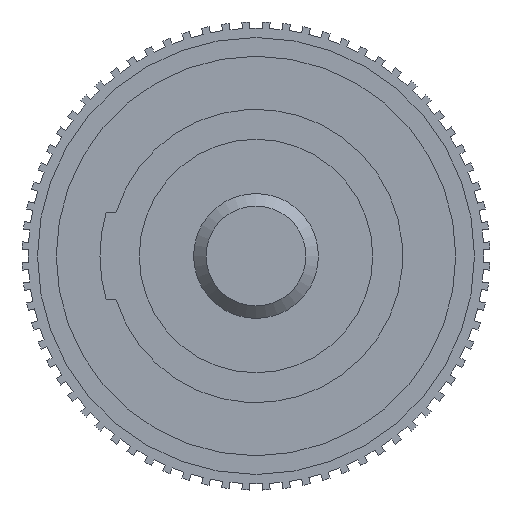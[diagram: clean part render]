
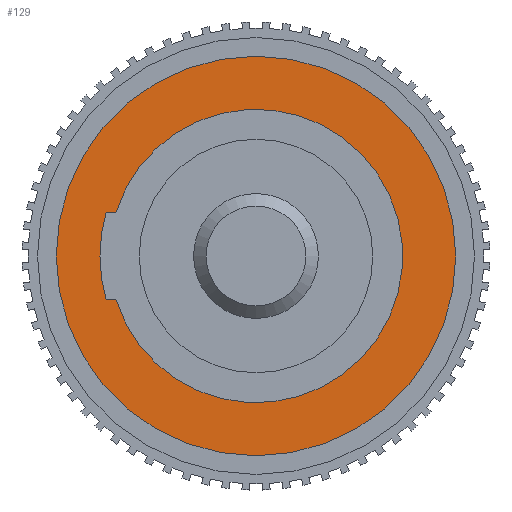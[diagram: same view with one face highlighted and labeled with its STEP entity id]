
A CAD part, left-side view. The second image highlights one B-rep face of the part: STEP entity #129.
In plain terms, the highlighted face is planar.
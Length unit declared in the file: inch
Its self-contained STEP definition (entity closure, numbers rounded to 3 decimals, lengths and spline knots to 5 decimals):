
#67 = CIRCLE ( 'NONE', #10138, 0.1175 ) ;
#129 = ADVANCED_FACE ( 'NONE', ( #1135, #5053 ), #4062, .T. ) ;
#172 = CARTESIAN_POINT ( 'NONE',  ( -0.12, 0.185, -0.035 ) ) ;
#279 = EDGE_CURVE ( 'NONE', #7625, #7625, #5476, .T. ) ;
#500 = CARTESIAN_POINT ( 'NONE',  ( -0.11217, 0.185, -0.035 ) ) ;
#558 = CARTESIAN_POINT ( 'NONE',  ( -0.11217, 0.185, -0.035 ) ) ;
#709 = EDGE_LOOP ( 'NONE', ( #5037, #9119, #3895, #6556 ) ) ;
#1135 = FACE_OUTER_BOUND ( 'NONE', #9920, .T. ) ;
#1249 = AXIS2_PLACEMENT_3D ( 'NONE', #8654, #3250, #8584 ) ;
#1333 = CARTESIAN_POINT ( 'NONE',  ( 0., 0.185, 0. ) ) ;
#2377 = DIRECTION ( 'NONE',  ( 0., 0., 1. ) ) ;
#2856 = CARTESIAN_POINT ( 'NONE',  ( -0.12, 0.185, 0.035 ) ) ;
#3070 = LINE ( 'NONE', #558, #5027 ) ;
#3117 = DIRECTION ( 'NONE',  ( 0., 1., 0. ) ) ;
#3250 = DIRECTION ( 'NONE',  ( 0., 1., 0. ) ) ;
#3513 = EDGE_CURVE ( 'NONE', #6896, #5850, #10219, .T. ) ;
#3671 = CARTESIAN_POINT ( 'NONE',  ( -0.11217, 0.185, 0.035 ) ) ;
#3732 = DIRECTION ( 'NONE',  ( 0., 1., 0. ) ) ;
#3895 = ORIENTED_EDGE ( 'NONE', *, *, #3513, .F. ) ;
#4061 = DIRECTION ( 'NONE',  ( -1., 0., 0. ) ) ;
#4062 = PLANE ( 'NONE',  #1249 ) ;
#4239 = CARTESIAN_POINT ( 'NONE',  ( 0., 0.185, 0. ) ) ;
#4331 = EDGE_CURVE ( 'NONE', #6393, #7272, #3070, .T. ) ;
#5027 = VECTOR ( 'NONE', #4061, 39.37008 ) ;
#5037 = ORIENTED_EDGE ( 'NONE', *, *, #4331, .F. ) ;
#5053 = FACE_BOUND ( 'NONE', #709, .T. ) ;
#5087 = DIRECTION ( 'NONE',  ( 0., 0., 1. ) ) ;
#5476 = CIRCLE ( 'NONE', #10715, 0.16 ) ;
#5639 = AXIS2_PLACEMENT_3D ( 'NONE', #8095, #3117, #8894 ) ;
#5850 = VERTEX_POINT ( 'NONE', #7284 ) ;
#6076 = VECTOR ( 'NONE', #9448, 39.37008 ) ;
#6393 = VERTEX_POINT ( 'NONE', #500 ) ;
#6460 = EDGE_CURVE ( 'NONE', #7272, #6896, #7577, .T. ) ;
#6556 = ORIENTED_EDGE ( 'NONE', *, *, #6460, .F. ) ;
#6896 = VERTEX_POINT ( 'NONE', #2856 ) ;
#7272 = VERTEX_POINT ( 'NONE', #172 ) ;
#7284 = CARTESIAN_POINT ( 'NONE',  ( -0.11217, 0.185, 0.035 ) ) ;
#7577 = CIRCLE ( 'NONE', #5639, 0.125 ) ;
#7596 = ORIENTED_EDGE ( 'NONE', *, *, #279, .T. ) ;
#7625 = VERTEX_POINT ( 'NONE', #8554 ) ;
#8095 = CARTESIAN_POINT ( 'NONE',  ( 0., 0.185, 0. ) ) ;
#8554 = CARTESIAN_POINT ( 'NONE',  ( 0., 0.185, 0.16 ) ) ;
#8584 = DIRECTION ( 'NONE',  ( 0., 0., 1. ) ) ;
#8654 = CARTESIAN_POINT ( 'NONE',  ( 0., 0.185, 0. ) ) ;
#8894 = DIRECTION ( 'NONE',  ( 0., 0., 1. ) ) ;
#9119 = ORIENTED_EDGE ( 'NONE', *, *, #10678, .F. ) ;
#9448 = DIRECTION ( 'NONE',  ( 1., 0., 0. ) ) ;
#9920 = EDGE_LOOP ( 'NONE', ( #7596 ) ) ;
#10020 = DIRECTION ( 'NONE',  ( 0., 1., 0. ) ) ;
#10138 = AXIS2_PLACEMENT_3D ( 'NONE', #4239, #10020, #5087 ) ;
#10219 = LINE ( 'NONE', #3671, #6076 ) ;
#10678 = EDGE_CURVE ( 'NONE', #5850, #6393, #67, .T. ) ;
#10715 = AXIS2_PLACEMENT_3D ( 'NONE', #1333, #3732, #2377 ) ;
